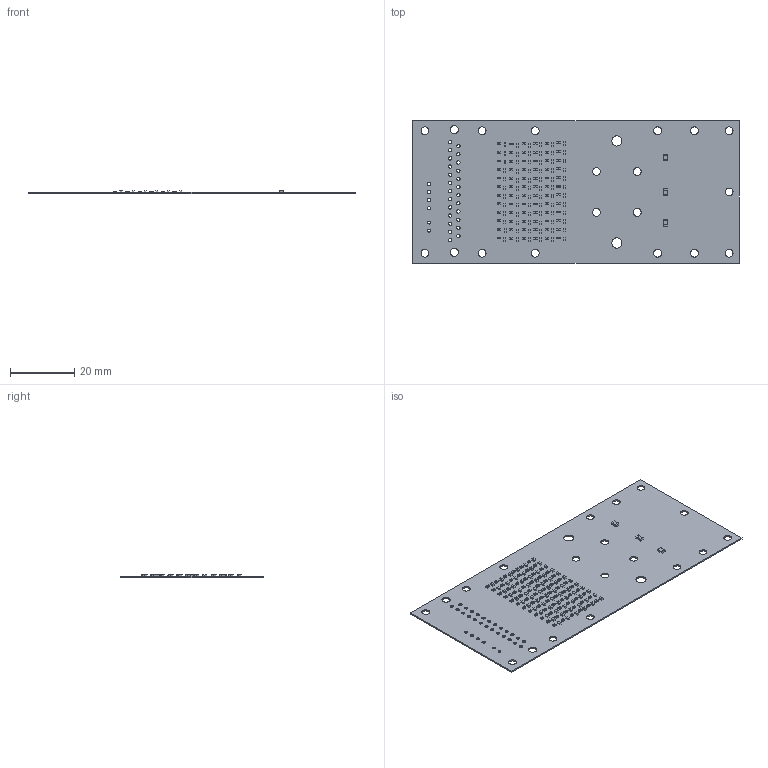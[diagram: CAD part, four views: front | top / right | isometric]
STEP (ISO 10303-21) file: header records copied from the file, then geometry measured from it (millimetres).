
FILE_DESCRIPTION(('Open CASCADE Model'),'2;1');
FILE_NAME('Open CASCADE Shape Model','2024-06-23T15:47:58',('Author'),( 'Open CASCADE'),'Open CASCADE STEP processor 7.5','Open CASCADE 7.5' ,'Unknown');
FILE_SCHEMA(('AUTOMOTIVE_DESIGN { 1 0 10303 214 1 1 1 1 }'));
Length unit declared in the file: millimetre
Products named in the file (163): PCB; Board; Open CASCADE STEP translator 7.5 2.1.1; R73; 6202197536; Extruded; 6202197376; R75; R74; R72; Res_Vishay_FC0402E50R0FTBST0_eec; Substrate; Leads; Coating; Logo; R71; R70; R69; R68; R67; R66; R65; R64; R63; R62; R61; R60; R59; R58; R57; R56; R55; R54; R53; R52; R51; R50; R49; R48; R47 ...
Assembly tree (454 placements, depth 4):
  PCB
    Board
      Open CASCADE STEP translator 7.5 2.1.1
    R73
      6202197536
        Extruded
      6202197376  x2
        Extruded
    R75
      6202197376  x2
        Extruded
      6202197536
        Extruded
    R74
      6202197376  x2
        Extruded
      6202197536
        Extruded
    R72
      Res_Vishay_FC0402E50R0FTBST0_eec
        Substrate
        Leads
        Coating
        Logo
    R71
      Res_Vishay_FC0402E50R0FTBST0_eec
        Substrate
        Leads
        Coating
        Logo
    R70
      Res_Vishay_FC0402E50R0FTBST0_eec
        Substrate
        Leads
        Coating
        Logo
    R69
      Res_Vishay_FC0402E50R0FTBST0_eec
        Substrate
        Leads
        Coating
        Logo
    R68
      Res_Vishay_FC0402E50R0FTBST0_eec
        Substrate
        Leads
        Coating
        Logo
    R67
      Res_Vishay_FC0402E50R0FTBST0_eec
        Substrate
        Leads
        Coating
        Logo
    R66
      Res_Vishay_FC0402E50R0FTBST0_eec
        Substrate
        Leads
        Coating
        Logo
Bounding box: 101.6 x 44.47 x 1.07 mm (x, y, z)
Volume: 1855.4 mm3; surface area: 9739.3 mm2
Topology: 1090 solids, 1090 shells, 10768 faces, 25764 edges, 17176 vertices
Faces by surface type: plane 8700, cylinder 1204, bspline 864
Full cylindrical faces by diameter (mm): 0.888 x2, 1.02 x29, 2.438 x17, 2.57 x2, 3.174 x2
Entity records: 12125 total; most frequent: DIRECTION 1956, CARTESIAN_POINT 1809, ORIENTED_EDGE 1068, AXIS2_PLACEMENT_3D 791, PRODUCT_DEFINITION_SHAPE 617, EDGE_CURVE 534, CONTEXT_DEPENDENT_SHAPE_REPRESENTATION 454, ITEM_DEFINED_TRANSFORMATION 454
